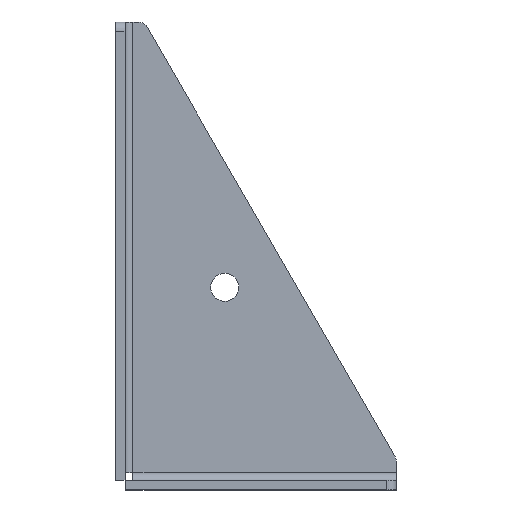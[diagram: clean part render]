
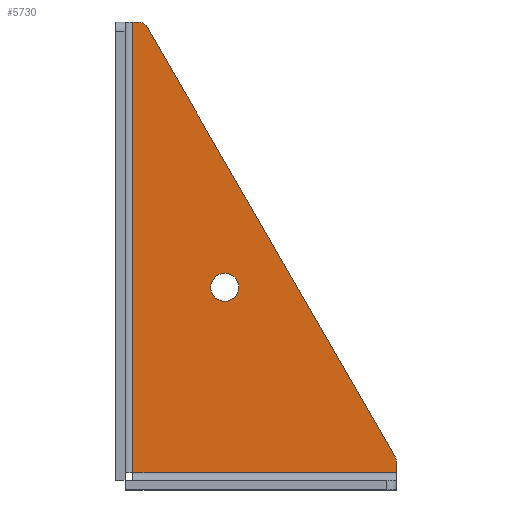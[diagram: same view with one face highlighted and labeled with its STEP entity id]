
A CAD part, top view. The second image highlights one B-rep face of the part: STEP entity #5730.
In plain terms, the highlighted planar face has unit normal (0, 0, 1).
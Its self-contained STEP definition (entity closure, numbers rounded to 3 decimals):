
#200=CARTESIAN_POINT('',(10.696,0.402,0.));
#210=VERTEX_POINT('',#200);
#240=CARTESIAN_POINT('',(0.,-5.774,0.));
#250=DIRECTION('',(0.866,0.5,0.));
#260=VECTOR('',#250,1.);
#270=LINE('',#240,#260);
#280=CARTESIAN_POINT('',(148.5,79.963,0.));
#290=VERTEX_POINT('',#280);
#300=EDGE_CURVE('',#210,#290,#270,.T.);
#460=CARTESIAN_POINT('',(147.,82.561,0.));
#470=DIRECTION('',(0.,0.,-1.));
#480=DIRECTION('',(-1.,0.,0.));
#490=AXIS2_PLACEMENT_3D('',#460,#470,#480);
#500=CIRCLE('',#490,3.);
#510=CARTESIAN_POINT('',(150.,82.561,0.));
#520=VERTEX_POINT('',#510);
#530=EDGE_CURVE('',#520,#290,#500,.T.);
#1370=CARTESIAN_POINT('',(150.,90.,0.));
#1380=DIRECTION('',(0.,1.,0.));
#1390=VECTOR('',#1380,1.);
#1400=LINE('',#1370,#1390);
#1410=CARTESIAN_POINT('',(150.,84.44,0.));
#1420=VERTEX_POINT('',#1410);
#1430=EDGE_CURVE('',#520,#1420,#1400,.T.);
#5170=CARTESIAN_POINT('',(0.,90.,0.));
#5180=DIRECTION('',(-0.,-0.,-1.));
#5190=DIRECTION('',(0.,-1.,0.));
#5200=AXIS2_PLACEMENT_3D('',#5170,#5180,#5190);
#5210=PLANE('',#5200);
#5220=CARTESIAN_POINT('',(0.,84.44,0.));
#5230=DIRECTION('',(-1.,0.,0.));
#5240=VECTOR('',#5230,1.);
#5250=LINE('',#5220,#5240);
#5260=CARTESIAN_POINT('',(5.56,84.44,0.));
#5270=VERTEX_POINT('',#5260);
#5280=EDGE_CURVE('',#1420,#5270,#5250,.T.);
#5290=ORIENTED_EDGE('',*,*,#5280,.T.);
#5300=ORIENTED_EDGE('',*,*,#1430,.T.);
#5310=ORIENTED_EDGE('',*,*,#530,.F.);
#5320=ORIENTED_EDGE('',*,*,#300,.T.);
#5330=CARTESIAN_POINT('',(9.196,3.,0.));
#5340=DIRECTION('',(0.,0.,1.));
#5350=DIRECTION('',(1.,0.,0.));
#5360=AXIS2_PLACEMENT_3D('',#5330,#5340,#5350);
#5370=CIRCLE('',#5360,3.);
#5380=CARTESIAN_POINT('',(9.196,0.,0.));
#5390=VERTEX_POINT('',#5380);
#5400=EDGE_CURVE('',#5390,#210,#5370,.T.);
#5410=ORIENTED_EDGE('',*,*,#5400,.T.);
#5420=CARTESIAN_POINT('',(0.,0.,0.));
#5430=DIRECTION('',(1.,0.,0.));
#5440=VECTOR('',#5430,1.);
#5450=LINE('',#5420,#5440);
#5460=CARTESIAN_POINT('',(5.56,0.,0.));
#5470=VERTEX_POINT('',#5460);
#5480=EDGE_CURVE('',#5470,#5390,#5450,.T.);
#5490=ORIENTED_EDGE('',*,*,#5480,.T.);
#5500=CARTESIAN_POINT('',(5.56,0.,0.));
#5510=DIRECTION('',(0.,-1.,0.));
#5520=VECTOR('',#5510,1.);
#5530=LINE('',#5500,#5520);
#5540=EDGE_CURVE('',#5270,#5470,#5530,.T.);
#5550=ORIENTED_EDGE('',*,*,#5540,.T.);
#5560=EDGE_LOOP('',(#5550,#5490,#5410,#5320,#5310,#5300,#5290));
#5570=FACE_OUTER_BOUND('',#5560,.T.);
#5580=CARTESIAN_POINT('',(65.,55.,0.));
#5590=DIRECTION('',(0.,0.,1.));
#5600=DIRECTION('',(0.,-1.,0.));
#5610=AXIS2_PLACEMENT_3D('',#5580,#5590,#5600);
#5620=CIRCLE('',#5610,4.5);
#5630=CARTESIAN_POINT('',(65.,50.5,0.));
#5640=VERTEX_POINT('',#5630);
#5650=CARTESIAN_POINT('',(65.,59.5,0.));
#5660=VERTEX_POINT('',#5650);
#5670=EDGE_CURVE('',#5640,#5660,#5620,.T.);
#5680=ORIENTED_EDGE('',*,*,#5670,.F.);
#5690=EDGE_CURVE('',#5660,#5640,#5620,.T.);
#5700=ORIENTED_EDGE('',*,*,#5690,.F.);
#5710=EDGE_LOOP('',(#5700,#5680));
#5720=FACE_BOUND('',#5710,.T.);
#5730=ADVANCED_FACE('',(#5570,#5720),#5210,.F.);
